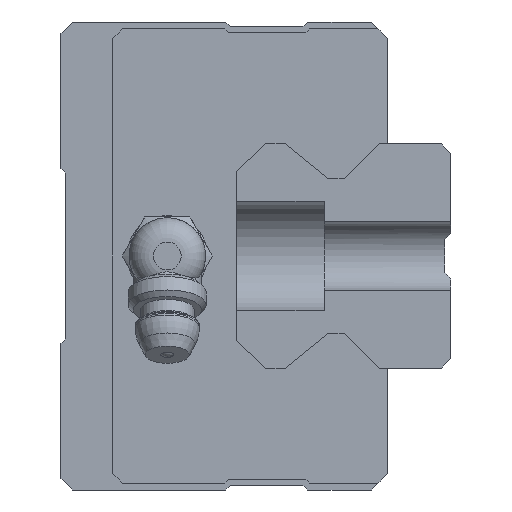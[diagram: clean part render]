
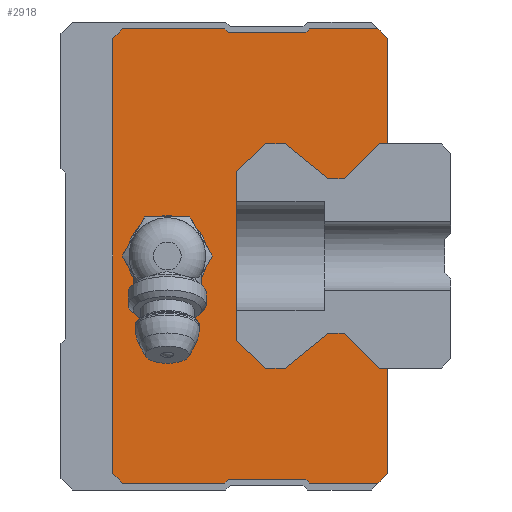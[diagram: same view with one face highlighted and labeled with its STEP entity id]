
A CAD part, left-side view. The second image highlights one B-rep face of the part: STEP entity #2918.
In plain terms, the highlighted planar face has unit normal (-1, 0, 0).
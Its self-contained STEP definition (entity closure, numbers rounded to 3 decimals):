
#596=ORIENTED_EDGE('',*,*,#1177,.F.);
#597=ORIENTED_EDGE('',*,*,#1208,.F.);
#598=ORIENTED_EDGE('',*,*,#1206,.F.);
#599=ORIENTED_EDGE('',*,*,#1204,.F.);
#600=ORIENTED_EDGE('',*,*,#1202,.F.);
#601=ORIENTED_EDGE('',*,*,#1200,.F.);
#602=ORIENTED_EDGE('',*,*,#1198,.F.);
#603=ORIENTED_EDGE('',*,*,#1196,.F.);
#604=ORIENTED_EDGE('',*,*,#1194,.F.);
#605=ORIENTED_EDGE('',*,*,#1192,.F.);
#606=ORIENTED_EDGE('',*,*,#1073,.F.);
#607=ORIENTED_EDGE('',*,*,#1070,.F.);
#608=ORIENTED_EDGE('',*,*,#1067,.F.);
#609=ORIENTED_EDGE('',*,*,#1064,.F.);
#610=ORIENTED_EDGE('',*,*,#1061,.F.);
#611=ORIENTED_EDGE('',*,*,#1058,.F.);
#612=ORIENTED_EDGE('',*,*,#1055,.F.);
#613=ORIENTED_EDGE('',*,*,#1052,.F.);
#614=ORIENTED_EDGE('',*,*,#1049,.F.);
#615=ORIENTED_EDGE('',*,*,#1046,.F.);
#616=ORIENTED_EDGE('',*,*,#1043,.F.);
#617=ORIENTED_EDGE('',*,*,#1040,.F.);
#618=ORIENTED_EDGE('',*,*,#1035,.F.);
#619=ORIENTED_EDGE('',*,*,#1191,.F.);
#620=ORIENTED_EDGE('',*,*,#1189,.F.);
#621=ORIENTED_EDGE('',*,*,#1187,.F.);
#622=ORIENTED_EDGE('',*,*,#1185,.F.);
#623=ORIENTED_EDGE('',*,*,#1183,.F.);
#624=ORIENTED_EDGE('',*,*,#1181,.F.);
#625=ORIENTED_EDGE('',*,*,#1179,.F.);
#626=ORIENTED_EDGE('',*,*,#1209,.T.);
#627=ORIENTED_EDGE('',*,*,#1210,.T.);
#628=ORIENTED_EDGE('',*,*,#1211,.T.);
#629=ORIENTED_EDGE('',*,*,#1212,.T.);
#630=ORIENTED_EDGE('',*,*,#1213,.T.);
#631=ORIENTED_EDGE('',*,*,#1214,.T.);
#1035=EDGE_CURVE('',#1432,#1433,#1712,.T.);
#1040=EDGE_CURVE('',#1433,#1437,#1717,.T.);
#1043=EDGE_CURVE('',#1437,#1439,#1720,.T.);
#1046=EDGE_CURVE('',#1439,#1441,#1723,.T.);
#1049=EDGE_CURVE('',#1441,#1443,#1726,.T.);
#1052=EDGE_CURVE('',#1443,#1445,#1729,.T.);
#1055=EDGE_CURVE('',#1445,#1447,#1732,.T.);
#1058=EDGE_CURVE('',#1447,#1449,#1735,.T.);
#1061=EDGE_CURVE('',#1449,#1451,#1738,.T.);
#1064=EDGE_CURVE('',#1451,#1453,#1741,.T.);
#1067=EDGE_CURVE('',#1453,#1455,#1744,.T.);
#1070=EDGE_CURVE('',#1455,#1457,#1747,.T.);
#1073=EDGE_CURVE('',#1457,#1459,#1750,.T.);
#1177=EDGE_CURVE('',#1525,#1526,#1841,.T.);
#1179=EDGE_CURVE('',#1526,#1527,#1843,.T.);
#1181=EDGE_CURVE('',#1527,#1528,#1845,.T.);
#1183=EDGE_CURVE('',#1528,#1529,#1847,.T.);
#1185=EDGE_CURVE('',#1529,#1530,#1849,.T.);
#1187=EDGE_CURVE('',#1530,#1531,#1851,.T.);
#1189=EDGE_CURVE('',#1531,#1532,#1853,.T.);
#1191=EDGE_CURVE('',#1532,#1432,#1855,.T.);
#1192=EDGE_CURVE('',#1459,#1533,#1856,.T.);
#1194=EDGE_CURVE('',#1533,#1534,#1858,.T.);
#1196=EDGE_CURVE('',#1534,#1535,#1860,.T.);
#1198=EDGE_CURVE('',#1535,#1536,#1862,.T.);
#1200=EDGE_CURVE('',#1536,#1537,#1864,.T.);
#1202=EDGE_CURVE('',#1537,#1538,#1866,.T.);
#1204=EDGE_CURVE('',#1538,#1539,#1868,.T.);
#1206=EDGE_CURVE('',#1539,#1540,#1870,.T.);
#1208=EDGE_CURVE('',#1540,#1525,#1872,.T.);
#1209=EDGE_CURVE('',#1541,#1542,#1873,.T.);
#1210=EDGE_CURVE('',#1542,#1543,#1874,.T.);
#1211=EDGE_CURVE('',#1543,#1544,#1875,.T.);
#1212=EDGE_CURVE('',#1544,#1545,#1876,.T.);
#1213=EDGE_CURVE('',#1545,#1546,#1877,.T.);
#1214=EDGE_CURVE('',#1546,#1541,#1878,.T.);
#1432=VERTEX_POINT('',#4216);
#1433=VERTEX_POINT('',#4218);
#1437=VERTEX_POINT('',#4228);
#1439=VERTEX_POINT('',#4234);
#1441=VERTEX_POINT('',#4240);
#1443=VERTEX_POINT('',#4246);
#1445=VERTEX_POINT('',#4252);
#1447=VERTEX_POINT('',#4258);
#1449=VERTEX_POINT('',#4264);
#1451=VERTEX_POINT('',#4270);
#1453=VERTEX_POINT('',#4276);
#1455=VERTEX_POINT('',#4282);
#1457=VERTEX_POINT('',#4288);
#1459=VERTEX_POINT('',#4294);
#1525=VERTEX_POINT('',#4512);
#1526=VERTEX_POINT('',#4514);
#1527=VERTEX_POINT('',#4518);
#1528=VERTEX_POINT('',#4522);
#1529=VERTEX_POINT('',#4526);
#1530=VERTEX_POINT('',#4530);
#1531=VERTEX_POINT('',#4534);
#1532=VERTEX_POINT('',#4538);
#1533=VERTEX_POINT('',#4544);
#1534=VERTEX_POINT('',#4548);
#1535=VERTEX_POINT('',#4552);
#1536=VERTEX_POINT('',#4556);
#1537=VERTEX_POINT('',#4560);
#1538=VERTEX_POINT('',#4564);
#1539=VERTEX_POINT('',#4568);
#1540=VERTEX_POINT('',#4572);
#1541=VERTEX_POINT('',#4578);
#1542=VERTEX_POINT('',#4579);
#1543=VERTEX_POINT('',#4581);
#1544=VERTEX_POINT('',#4583);
#1545=VERTEX_POINT('',#4585);
#1546=VERTEX_POINT('',#4587);
#1712=LINE('',#4217,#2038);
#1717=LINE('',#4227,#2043);
#1720=LINE('',#4233,#2046);
#1723=LINE('',#4239,#2049);
#1726=LINE('',#4245,#2052);
#1729=LINE('',#4251,#2055);
#1732=LINE('',#4257,#2058);
#1735=LINE('',#4263,#2061);
#1738=LINE('',#4269,#2064);
#1741=LINE('',#4275,#2067);
#1744=LINE('',#4281,#2070);
#1747=LINE('',#4287,#2073);
#1750=LINE('',#4293,#2076);
#1841=LINE('',#4513,#2167);
#1843=LINE('',#4517,#2169);
#1845=LINE('',#4521,#2171);
#1847=LINE('',#4525,#2173);
#1849=LINE('',#4529,#2175);
#1851=LINE('',#4533,#2177);
#1853=LINE('',#4537,#2179);
#1855=LINE('',#4541,#2181);
#1856=LINE('',#4543,#2182);
#1858=LINE('',#4547,#2184);
#1860=LINE('',#4551,#2186);
#1862=LINE('',#4555,#2188);
#1864=LINE('',#4559,#2190);
#1866=LINE('',#4563,#2192);
#1868=LINE('',#4567,#2194);
#1870=LINE('',#4571,#2196);
#1872=LINE('',#4575,#2198);
#1873=LINE('',#4577,#2199);
#1874=LINE('',#4580,#2200);
#1875=LINE('',#4582,#2201);
#1876=LINE('',#4584,#2202);
#1877=LINE('',#4586,#2203);
#1878=LINE('',#4588,#2204);
#2038=VECTOR('',#3347,1000.);
#2043=VECTOR('',#3354,1000.);
#2046=VECTOR('',#3359,1000.);
#2049=VECTOR('',#3364,1000.);
#2052=VECTOR('',#3369,1000.);
#2055=VECTOR('',#3374,1000.);
#2058=VECTOR('',#3379,1000.);
#2061=VECTOR('',#3384,1000.);
#2064=VECTOR('',#3389,1000.);
#2067=VECTOR('',#3394,1000.);
#2070=VECTOR('',#3399,1000.);
#2073=VECTOR('',#3404,1000.);
#2076=VECTOR('',#3409,1000.);
#2167=VECTOR('',#3624,1000.);
#2169=VECTOR('',#3628,1000.);
#2171=VECTOR('',#3632,1000.);
#2173=VECTOR('',#3636,1000.);
#2175=VECTOR('',#3640,1000.);
#2177=VECTOR('',#3644,1000.);
#2179=VECTOR('',#3648,1000.);
#2181=VECTOR('',#3652,1000.);
#2182=VECTOR('',#3655,1000.);
#2184=VECTOR('',#3659,1000.);
#2186=VECTOR('',#3663,1000.);
#2188=VECTOR('',#3667,1000.);
#2190=VECTOR('',#3671,1000.);
#2192=VECTOR('',#3675,1000.);
#2194=VECTOR('',#3679,1000.);
#2196=VECTOR('',#3683,1000.);
#2198=VECTOR('',#3687,1000.);
#2199=VECTOR('',#3690,1000.);
#2200=VECTOR('',#3691,1000.);
#2201=VECTOR('',#3692,1000.);
#2202=VECTOR('',#3693,1000.);
#2203=VECTOR('',#3694,1000.);
#2204=VECTOR('',#3695,1000.);
#2407=EDGE_LOOP('',(#596,#597,#598,#599,#600,#601,#602,#603,#604,#605,#606,
#607,#608,#609,#610,#611,#612,#613,#614,#615,#616,#617,#618,#619,#620,#621,
#622,#623,#624,#625));
#2408=EDGE_LOOP('',(#626,#627,#628,#629,#630,#631));
#2604=FACE_BOUND('',#2407,.T.);
#2605=FACE_BOUND('',#2408,.T.);
#2775=PLANE('',#3126);
#2918=ADVANCED_FACE('',(#2604,#2605),#2775,.F.);
#3126=AXIS2_PLACEMENT_3D('',#4576,#3688,#3689);
#3347=DIRECTION('',(0.,1.,0.));
#3354=DIRECTION('',(0.,0.707,-0.707));
#3359=DIRECTION('',(0.,1.,0.));
#3364=DIRECTION('',(0.,0.78,0.626));
#3369=DIRECTION('',(0.,1.,0.));
#3374=DIRECTION('',(0.,0.729,-0.685));
#3379=DIRECTION('',(0.,0.,-1.));
#3384=DIRECTION('',(0.,-0.729,-0.685));
#3389=DIRECTION('',(0.,-1.,0.));
#3394=DIRECTION('',(0.,-0.78,0.626));
#3399=DIRECTION('',(0.,-1.,0.));
#3404=DIRECTION('',(0.,-0.707,-0.707));
#3409=DIRECTION('',(0.,-1.,0.));
#3624=DIRECTION('',(0.,-0.707,0.707));
#3628=DIRECTION('',(0.,-1.,0.));
#3632=DIRECTION('',(0.,-0.707,-0.707));
#3636=DIRECTION('',(0.,-1.,0.));
#3640=DIRECTION('',(0.,-0.707,0.707));
#3644=DIRECTION('',(0.,-1.,0.));
#3648=DIRECTION('',(0.,-0.707,-0.707));
#3652=DIRECTION('',(0.,0.,-1.));
#3655=DIRECTION('',(0.,0.,-1.));
#3659=DIRECTION('',(0.,0.707,-0.707));
#3663=DIRECTION('',(0.,1.,0.));
#3667=DIRECTION('',(0.,0.707,0.707));
#3671=DIRECTION('',(0.,1.,0.));
#3675=DIRECTION('',(0.,0.707,-0.707));
#3679=DIRECTION('',(0.,1.,0.));
#3683=DIRECTION('',(0.,0.707,0.707));
#3687=DIRECTION('',(0.,0.,1.));
#3688=DIRECTION('',(1.,0.,0.));
#3689=DIRECTION('',(0.,0.,-1.));
#3690=DIRECTION('',(0.,1.,0.));
#3691=DIRECTION('',(0.,0.5,0.866));
#3692=DIRECTION('',(0.,-0.5,0.866));
#3693=DIRECTION('',(0.,-1.,0.));
#3694=DIRECTION('',(0.,-0.5,-0.866));
#3695=DIRECTION('',(0.,0.5,-0.866));
#4216=CARTESIAN_POINT('',(-52.35,-33.5,11.5));
#4217=CARTESIAN_POINT('',(-52.35,-33.5,11.5));
#4218=CARTESIAN_POINT('',(-52.35,-32.63,11.5));
#4227=CARTESIAN_POINT('',(-52.35,-32.63,11.5));
#4228=CARTESIAN_POINT('',(-52.35,-29.03,7.9));
#4233=CARTESIAN_POINT('',(-52.35,-29.03,7.9));
#4234=CARTESIAN_POINT('',(-52.35,-27.48,7.9));
#4239=CARTESIAN_POINT('',(-52.35,-27.48,7.9));
#4240=CARTESIAN_POINT('',(-52.35,-23.,11.5));
#4245=CARTESIAN_POINT('',(-52.35,-23.,11.5));
#4246=CARTESIAN_POINT('',(-52.35,-21.,11.5));
#4251=CARTESIAN_POINT('',(-52.35,-21.,11.5));
#4252=CARTESIAN_POINT('',(-52.35,-18.,8.68));
#4257=CARTESIAN_POINT('',(-52.35,-18.,8.68));
#4258=CARTESIAN_POINT('',(-52.35,-18.,-8.68));
#4263=CARTESIAN_POINT('',(-52.35,-18.,-8.68));
#4264=CARTESIAN_POINT('',(-52.35,-21.,-11.5));
#4269=CARTESIAN_POINT('',(-52.35,-21.,-11.5));
#4270=CARTESIAN_POINT('',(-52.35,-23.,-11.5));
#4275=CARTESIAN_POINT('',(-52.35,-23.,-11.5));
#4276=CARTESIAN_POINT('',(-52.35,-27.48,-7.9));
#4281=CARTESIAN_POINT('',(-52.35,-27.48,-7.9));
#4282=CARTESIAN_POINT('',(-52.35,-29.03,-7.9));
#4287=CARTESIAN_POINT('',(-52.35,-29.03,-7.9));
#4288=CARTESIAN_POINT('',(-52.35,-32.63,-11.5));
#4293=CARTESIAN_POINT('',(-52.35,-32.63,-11.5));
#4294=CARTESIAN_POINT('',(-52.35,-33.5,-11.5));
#4512=CARTESIAN_POINT('',(-52.35,-5.3,22.3));
#4513=CARTESIAN_POINT('',(-52.35,-5.3,22.3));
#4514=CARTESIAN_POINT('',(-52.35,-6.3,23.3));
#4517=CARTESIAN_POINT('',(-52.35,-6.3,23.3));
#4518=CARTESIAN_POINT('',(-52.35,-16.8,23.3));
#4521=CARTESIAN_POINT('',(-52.35,-16.8,23.3));
#4522=CARTESIAN_POINT('',(-52.35,-17.2,22.9));
#4525=CARTESIAN_POINT('',(-52.35,-17.2,22.9));
#4526=CARTESIAN_POINT('',(-52.35,-25.1,22.9));
#4529=CARTESIAN_POINT('',(-52.35,-25.1,22.9));
#4530=CARTESIAN_POINT('',(-52.35,-25.5,23.3));
#4533=CARTESIAN_POINT('',(-52.35,-25.5,23.3));
#4534=CARTESIAN_POINT('',(-52.35,-32.5,23.3));
#4537=CARTESIAN_POINT('',(-52.35,-32.5,23.3));
#4538=CARTESIAN_POINT('',(-52.35,-33.5,22.3));
#4541=CARTESIAN_POINT('',(-52.35,-33.5,22.3));
#4543=CARTESIAN_POINT('',(-52.35,-33.5,-11.5));
#4544=CARTESIAN_POINT('',(-52.35,-33.5,-22.3));
#4547=CARTESIAN_POINT('',(-52.35,-33.5,-22.3));
#4548=CARTESIAN_POINT('',(-52.35,-32.5,-23.3));
#4551=CARTESIAN_POINT('',(-52.35,-32.5,-23.3));
#4552=CARTESIAN_POINT('',(-52.35,-25.5,-23.3));
#4555=CARTESIAN_POINT('',(-52.35,-25.5,-23.3));
#4556=CARTESIAN_POINT('',(-52.35,-25.1,-22.9));
#4559=CARTESIAN_POINT('',(-52.35,-25.1,-22.9));
#4560=CARTESIAN_POINT('',(-52.35,-17.2,-22.9));
#4563=CARTESIAN_POINT('',(-52.35,-17.2,-22.9));
#4564=CARTESIAN_POINT('',(-52.35,-16.8,-23.3));
#4567=CARTESIAN_POINT('',(-52.35,-16.8,-23.3));
#4568=CARTESIAN_POINT('',(-52.35,-6.3,-23.3));
#4571=CARTESIAN_POINT('',(-52.35,-6.3,-23.3));
#4572=CARTESIAN_POINT('',(-52.35,-5.3,-22.3));
#4575=CARTESIAN_POINT('',(-52.35,-5.3,-22.3));
#4576=CARTESIAN_POINT('',(-52.35,0.,0.));
#4577=CARTESIAN_POINT('',(-52.35,-13.209,-4.));
#4578=CARTESIAN_POINT('',(-52.35,-13.209,-4.));
#4579=CARTESIAN_POINT('',(-52.35,-8.591,-4.));
#4580=CARTESIAN_POINT('',(-52.35,-8.591,-4.));
#4581=CARTESIAN_POINT('',(-52.35,-6.281,0.));
#4582=CARTESIAN_POINT('',(-52.35,-6.281,0.));
#4583=CARTESIAN_POINT('',(-52.35,-8.591,4.));
#4584=CARTESIAN_POINT('',(-52.35,-8.591,4.));
#4585=CARTESIAN_POINT('',(-52.35,-13.209,4.));
#4586=CARTESIAN_POINT('',(-52.35,-13.209,4.));
#4587=CARTESIAN_POINT('',(-52.35,-15.519,0.));
#4588=CARTESIAN_POINT('',(-52.35,-15.519,0.));
